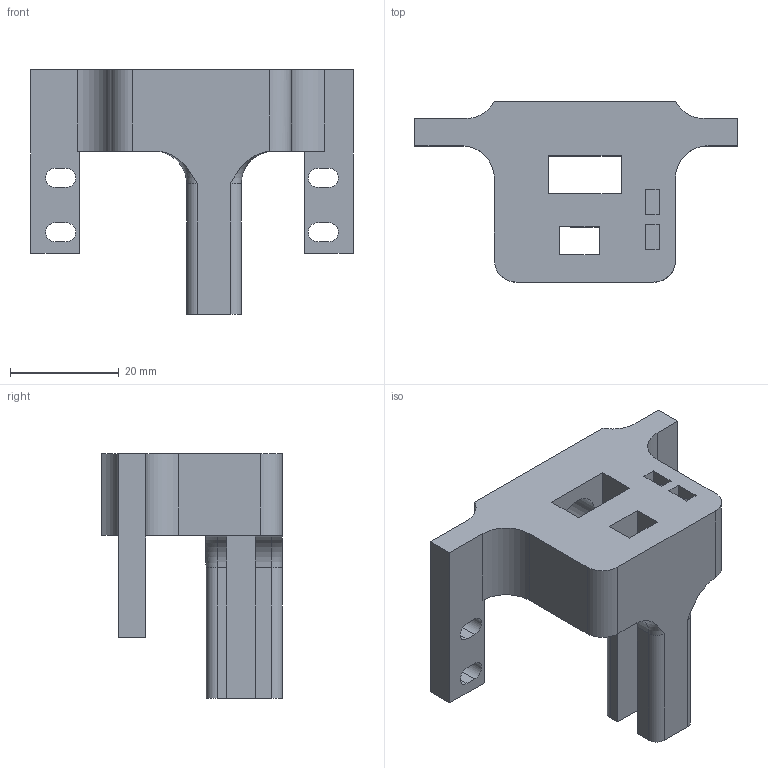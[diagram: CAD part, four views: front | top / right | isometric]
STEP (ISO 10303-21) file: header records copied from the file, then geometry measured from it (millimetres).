
FILE_DESCRIPTION(/* description */ ('Alibre Inc.'),/* implementation_level */ '2;1');
FILE_NAME(/* name */ 'export0',/* time_stamp */ '2013-10-11T23:19:22+01:00',/* author */ (''),/* organization */ (''),/* preprocessor_version */ 'ST-DEVELOPER v14',/* originating_system */ 'Alibre',/* authorisation */ '');
FILE_SCHEMA (('CONFIG_CONTROL_DESIGN'));
Length unit declared in the file: centimetre
Products named in the file (1): ID_1
Bounding box: 59.3 x 33.2 x 45 mm (x, y, z)
Volume: 20821 mm3; surface area: 9112.9 mm2
Topology: 1 solids, 1 shells, 81 faces, 226 edges, 150 vertices
Faces by surface type: plane 50, cylinder 27, torus 4
Full cylindrical faces by diameter (mm): 2.5 x4, 9 x1
Entity records: 2815 total; most frequent: CARTESIAN_POINT 672, ORIENTED_EDGE 434, DIRECTION 373, EDGE_CURVE 217, VECTOR 153, LINE 153, VERTEX_POINT 146, AXIS2_PLACEMENT_3D 137
